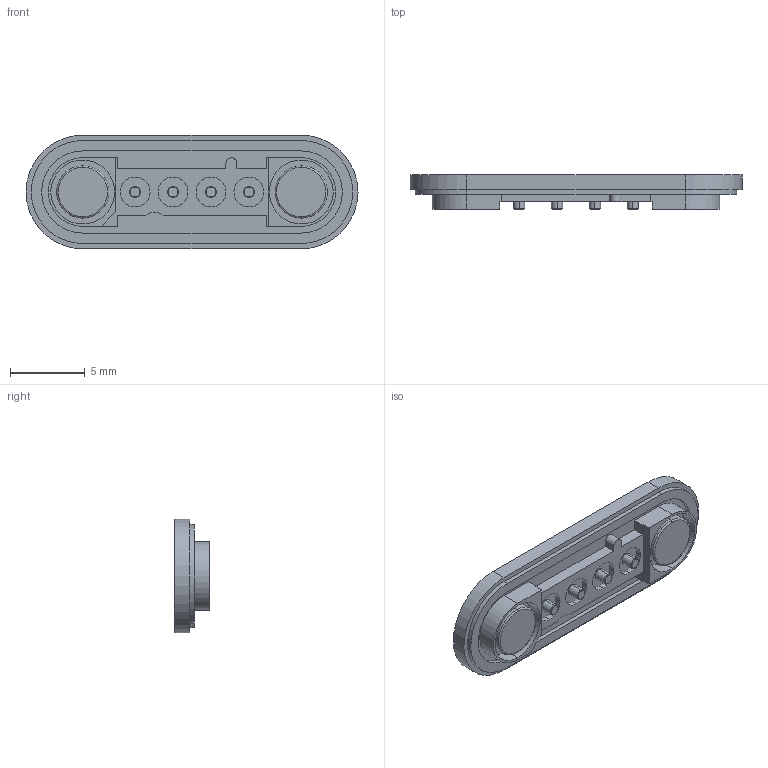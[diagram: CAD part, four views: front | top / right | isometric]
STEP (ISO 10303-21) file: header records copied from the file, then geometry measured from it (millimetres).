
FILE_DESCRIPTION (( 'STEP AP214' ), '1' );
FILE_NAME ('686E0423250110E.STEP', '2023-05-01T20:11:17', ( '' ), ( '' ), 'SwSTEP 2.0', 'SolidWorks 2020', '' );
FILE_SCHEMA (( 'AUTOMOTIVE_DESIGN' ));
Length unit declared in the file: inch
Products named in the file (1): 686E0423250110E
Bounding box: 22.22 x 2.3 x 7.6 mm (x, y, z)
Volume: 227 mm3; surface area: 515.4 mm2
Topology: 1 solids, 1 shells, 130 faces, 315 edges, 202 vertices
Faces by surface type: plane 58, cylinder 34, cone 16, bspline 14, torus 8
Entity records: 5797 total; most frequent: CARTESIAN_POINT 1470, DIRECTION 617, ORIENTED_EDGE 614, EDGE_CURVE 307, AXIS2_PLACEMENT_3D 221, VERTEX_POINT 202, VECTOR 175, LINE 175
